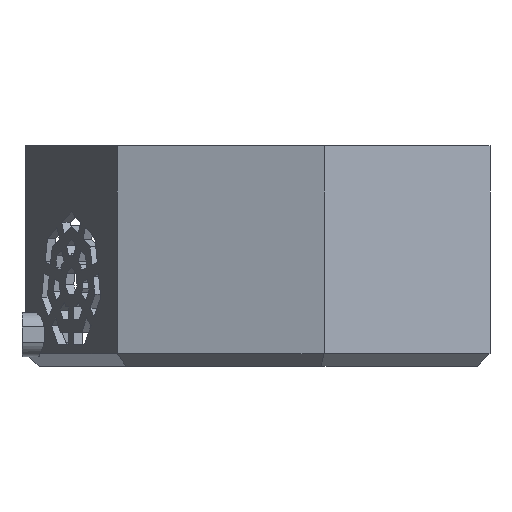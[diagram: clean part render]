
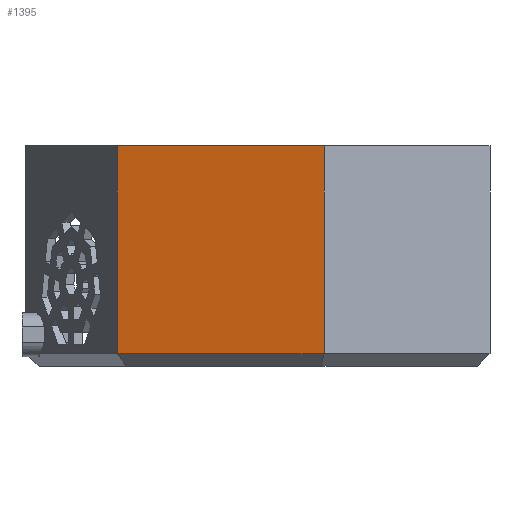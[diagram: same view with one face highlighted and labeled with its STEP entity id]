
A CAD part, left-side view. The second image highlights one B-rep face of the part: STEP entity #1395.
In plain terms, the highlighted planar face has unit normal (-0.975, 0.223, 0).
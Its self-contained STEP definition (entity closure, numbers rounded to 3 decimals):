
#832 = ORIENTED_EDGE ( 'NONE', *, *, #4139, .F. ) ;
#1307 = DIRECTION ( 'NONE',  ( 0.223, 0.975, 0. ) ) ;
#1395 = ADVANCED_FACE ( 'NONE', ( #7704 ), #2666, .F. ) ;
#1624 = LINE ( 'NONE', #8029, #3344 ) ;
#1675 = VECTOR ( 'NONE', #7706, 1000. ) ;
#1900 = VERTEX_POINT ( 'NONE', #7873 ) ;
#2242 = ORIENTED_EDGE ( 'NONE', *, *, #9213, .T. ) ;
#2471 = AXIS2_PLACEMENT_3D ( 'NONE', #6862, #7604, #1307 ) ;
#2520 = DIRECTION ( 'NONE',  ( -0.223, -0.975, 0. ) ) ;
#2666 = PLANE ( 'NONE',  #2471 ) ;
#2703 = DIRECTION ( 'NONE',  ( 0., 0., -1. ) ) ;
#2803 = CARTESIAN_POINT ( 'NONE',  ( -37.873, -8.644, 35. ) ) ;
#3344 = VECTOR ( 'NONE', #4572, 1000. ) ;
#3666 = VECTOR ( 'NONE', #2520, 1000. ) ;
#3832 = ORIENTED_EDGE ( 'NONE', *, *, #6196, .T. ) ;
#4139 = EDGE_CURVE ( 'NONE', #1900, #6132, #7600, .T. ) ;
#4572 = DIRECTION ( 'NONE',  ( -0.223, -0.975, 0. ) ) ;
#4635 = CARTESIAN_POINT ( 'NONE',  ( -30.372, 24.221, 35. ) ) ;
#5211 = VERTEX_POINT ( 'NONE', #7793 ) ;
#5228 = CARTESIAN_POINT ( 'NONE',  ( -30.372, 24.221, 2. ) ) ;
#5530 = ORIENTED_EDGE ( 'NONE', *, *, #8035, .F. ) ;
#6055 = EDGE_LOOP ( 'NONE', ( #3832, #2242, #832, #5530 ) ) ;
#6132 = VERTEX_POINT ( 'NONE', #8356 ) ;
#6196 = EDGE_CURVE ( 'NONE', #8843, #5211, #9063, .T. ) ;
#6427 = VECTOR ( 'NONE', #2703, 1000. ) ;
#6862 = CARTESIAN_POINT ( 'NONE',  ( -30.372, 24.221, 35. ) ) ;
#7384 = LINE ( 'NONE', #5228, #3666 ) ;
#7600 = LINE ( 'NONE', #2803, #6427 ) ;
#7604 = DIRECTION ( 'NONE',  ( 0.975, -0.223, 0. ) ) ;
#7704 = FACE_OUTER_BOUND ( 'NONE', #6055, .T. ) ;
#7706 = DIRECTION ( 'NONE',  ( 0., 0., -1. ) ) ;
#7793 = CARTESIAN_POINT ( 'NONE',  ( -30.372, 24.221, 2. ) ) ;
#7873 = CARTESIAN_POINT ( 'NONE',  ( -37.873, -8.644, 35. ) ) ;
#8029 = CARTESIAN_POINT ( 'NONE',  ( -30.372, 24.221, 35. ) ) ;
#8035 = EDGE_CURVE ( 'NONE', #8843, #1900, #1624, .T. ) ;
#8356 = CARTESIAN_POINT ( 'NONE',  ( -37.873, -8.644, 2. ) ) ;
#8843 = VERTEX_POINT ( 'NONE', #4635 ) ;
#9063 = LINE ( 'NONE', #9105, #1675 ) ;
#9105 = CARTESIAN_POINT ( 'NONE',  ( -30.372, 24.221, 35. ) ) ;
#9213 = EDGE_CURVE ( 'NONE', #5211, #6132, #7384, .T. ) ;
